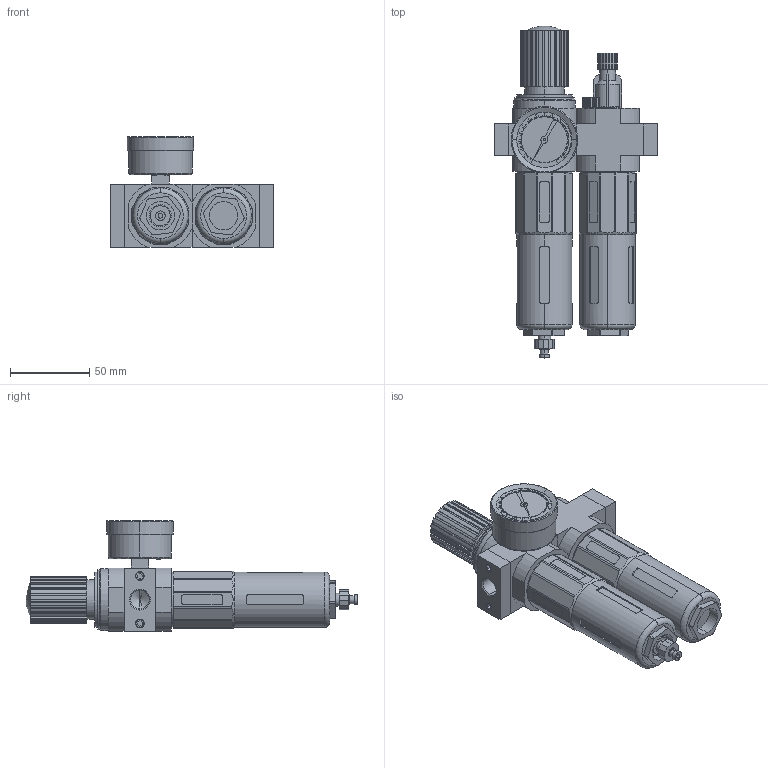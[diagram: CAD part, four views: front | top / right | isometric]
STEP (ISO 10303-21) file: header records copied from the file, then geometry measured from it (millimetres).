
FILE_DESCRIPTION (( 'STEP AP214' ), '1' );
FILE_NAME ('SA-CN-08.STEP', '2025-11-25T11:42:55', ( 'KTP' ), ( '' ), 'SwSTEP 2.0', 'SolidWorks 2021', '' );
FILE_SCHEMA (( 'AUTOMOTIVE_DESIGN' ));
Length unit declared in the file: millimetre
Products named in the file (3): SA-CN20-08; SA-CN-08; SA-CN-manometr
Assembly tree (2 placements, depth 2):
  SA-CN-08
    SA-CN20-08
    SA-CN-manometr
Bounding box: 103 x 210 x 70 mm (x, y, z)
Volume: 403654.5 mm3; surface area: 67394.2 mm2
Topology: 6 solids, 6 shells, 1075 faces, 2845 edges, 1872 vertices
Faces by surface type: plane 570, cylinder 441, cone 48, torus 14, sphere 2
Entity records: 42336 total; most frequent: CARTESIAN_POINT 6587, DIRECTION 5847, ORIENTED_EDGE 5662, EDGE_CURVE 2831, AXIS2_PLACEMENT_3D 2050, VERTEX_POINT 1872, LINE 1747, VECTOR 1747
